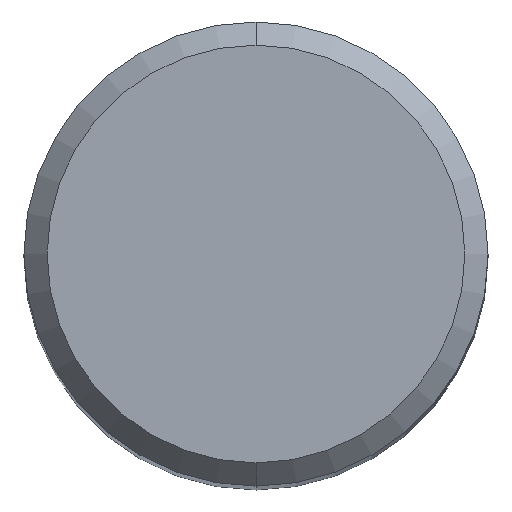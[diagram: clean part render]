
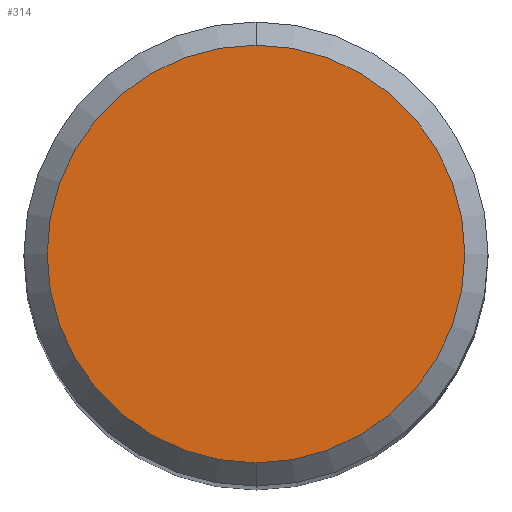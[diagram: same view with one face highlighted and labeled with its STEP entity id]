
A CAD part, top view. The second image highlights one B-rep face of the part: STEP entity #314.
In plain terms, the highlighted planar face has unit normal (0, 0, 1).
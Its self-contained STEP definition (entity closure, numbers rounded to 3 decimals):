
#190=VERTEX_POINT('',#494);
#248=VERTEX_POINT('',#558);
#260=EDGE_CURVE('',#248,#190,#571,.T.);
#314=ADVANCED_FACE('',(#631),#632,.T.);
#328=EDGE_CURVE('',#190,#248,#647,.T.);
#494=CARTESIAN_POINT('',(0.0,4.5,0.0));
#558=CARTESIAN_POINT('',(0.,-4.5,0.0));
#571=CIRCLE('',#970,4.5);
#631=FACE_OUTER_BOUND('',#1106,.T.);
#632=PLANE('',#1107);
#647=CIRCLE('',#1134,4.5);
#970=AXIS2_PLACEMENT_3D('',#1563,#1564,#1565);
#1106=EDGE_LOOP('',(#1644,#1645));
#1107=AXIS2_PLACEMENT_3D('',#1646,#1647,#1648);
#1134=AXIS2_PLACEMENT_3D('',#1659,#1660,#1661);
#1563=CARTESIAN_POINT('',(0.0,0.0,0.0));
#1564=DIRECTION('',(0.0,0.0,-1.0));
#1565=DIRECTION('',(0.0,1.0,0.0));
#1644=ORIENTED_EDGE('',*,*,#328,.F.);
#1645=ORIENTED_EDGE('',*,*,#260,.F.);
#1646=CARTESIAN_POINT('',(0.0,2.25,0.0));
#1647=DIRECTION('',(-0.0,0.0,1.0));
#1648=DIRECTION('',(0.0,-1.0,0.0));
#1659=CARTESIAN_POINT('',(0.0,0.0,0.0));
#1660=DIRECTION('',(0.0,0.0,-1.0));
#1661=DIRECTION('',(0.0,1.0,0.0));
